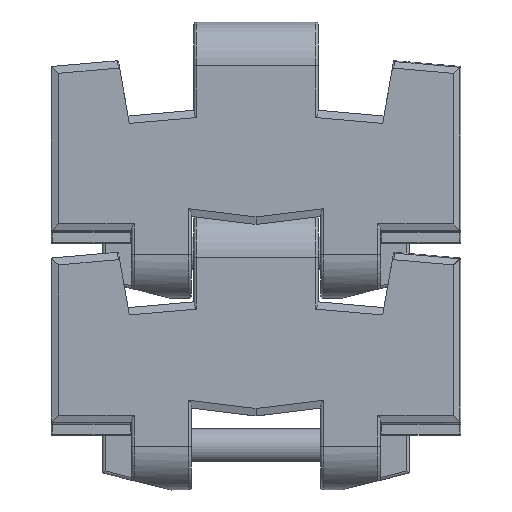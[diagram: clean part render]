
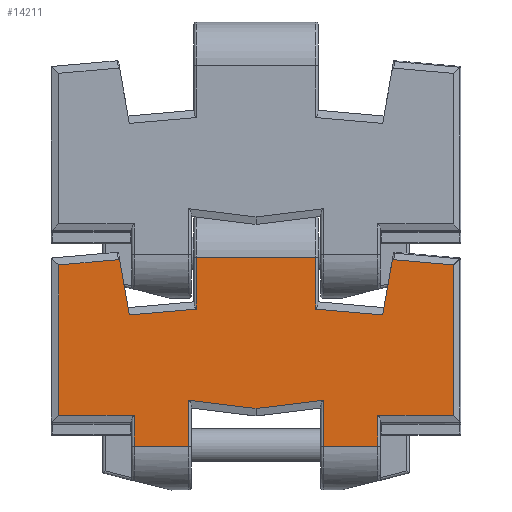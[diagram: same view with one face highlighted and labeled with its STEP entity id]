
A CAD part, top view. The second image highlights one B-rep face of the part: STEP entity #14211.
In plain terms, the highlighted planar face has unit normal (0, 0, 1).
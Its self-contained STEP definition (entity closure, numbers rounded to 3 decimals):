
#539=ELLIPSE('',#15062,0.793,0.25);
#549=ELLIPSE('',#15156,0.793,0.25);
#550=ELLIPSE('',#15157,1.048,0.25);
#725=PLANE('',#15155);
#1123=LINE('',#20288,#2497);
#1125=LINE('',#20306,#2499);
#1127=LINE('',#20314,#2501);
#1253=LINE('',#20791,#2627);
#1254=LINE('',#20795,#2628);
#1255=LINE('',#20797,#2629);
#1256=LINE('',#20799,#2630);
#1257=LINE('',#20800,#2631);
#1258=LINE('',#20802,#2632);
#1259=LINE('',#20804,#2633);
#1260=LINE('',#20806,#2634);
#1261=LINE('',#20807,#2635);
#1262=LINE('',#20809,#2636);
#1263=LINE('',#20811,#2637);
#1264=LINE('',#20813,#2638);
#1265=LINE('',#20816,#2639);
#1266=LINE('',#20818,#2640);
#1267=LINE('',#20820,#2641);
#1268=LINE('',#20821,#2642);
#1269=LINE('',#20823,#2643);
#1270=LINE('',#20824,#2644);
#2497=VECTOR('',#16388,24.);
#2499=VECTOR('',#16398,11.);
#2501=VECTOR('',#16406,11.);
#2627=VECTOR('',#16656,10.562);
#2628=VECTOR('',#16659,12.064);
#2629=VECTOR('',#16660,30.344);
#2630=VECTOR('',#16661,15.2);
#2631=VECTOR('',#16662,6.2);
#2632=VECTOR('',#16663,9.273);
#2633=VECTOR('',#16664,13.652);
#2634=VECTOR('',#16665,13.652);
#2635=VECTOR('',#16666,9.273);
#2636=VECTOR('',#16667,6.2);
#2637=VECTOR('',#16668,15.2);
#2638=VECTOR('',#16669,30.272);
#2639=VECTOR('',#16672,11.992);
#2640=VECTOR('',#16673,10.562);
#2641=VECTOR('',#16674,13.572);
#2642=VECTOR('',#16675,10.462);
#2643=VECTOR('',#16676,10.462);
#2644=VECTOR('',#16677,13.572);
#4125=FACE_OUTER_BOUND('',#4979,.T.);
#4979=EDGE_LOOP('',(#10050,#10051,#10052,#10053,#10054,#10055,#10056,#10057,
#10058,#10059,#10060,#10061,#10062,#10063,#10064,#10065,#10066,#10067,#10068,
#10069,#10070,#10071,#10072,#10073));
#6215=VERTEX_POINT('',#20156);
#6216=VERTEX_POINT('',#20157);
#6221=VERTEX_POINT('',#20168);
#6225=VERTEX_POINT('',#20177);
#6245=VERTEX_POINT('',#20279);
#6253=VERTEX_POINT('',#20303);
#6254=VERTEX_POINT('',#20305);
#6257=VERTEX_POINT('',#20313);
#6411=VERTEX_POINT('',#20789);
#6412=VERTEX_POINT('',#20790);
#6413=VERTEX_POINT('',#20792);
#6414=VERTEX_POINT('',#20794);
#6415=VERTEX_POINT('',#20796);
#6416=VERTEX_POINT('',#20798);
#6417=VERTEX_POINT('',#20801);
#6418=VERTEX_POINT('',#20803);
#6419=VERTEX_POINT('',#20805);
#6420=VERTEX_POINT('',#20808);
#6421=VERTEX_POINT('',#20810);
#6422=VERTEX_POINT('',#20812);
#6423=VERTEX_POINT('',#20814);
#6424=VERTEX_POINT('',#20817);
#6425=VERTEX_POINT('',#20819);
#6426=VERTEX_POINT('',#20822);
#7597=EDGE_CURVE('',#6215,#6216,#539,.T.);
#7632=EDGE_CURVE('',#6245,#6221,#1123,.T.);
#7638=EDGE_CURVE('',#6253,#6254,#1125,.T.);
#7642=EDGE_CURVE('',#6225,#6257,#1127,.T.);
#7821=EDGE_CURVE('',#6411,#6412,#1253,.T.);
#7822=EDGE_CURVE('',#6412,#6413,#549,.T.);
#7823=EDGE_CURVE('',#6413,#6414,#1254,.T.);
#7824=EDGE_CURVE('',#6414,#6415,#1255,.T.);
#7825=EDGE_CURVE('',#6415,#6416,#1256,.T.);
#7826=EDGE_CURVE('',#6416,#6257,#1257,.T.);
#7827=EDGE_CURVE('',#6225,#6417,#1258,.T.);
#7828=EDGE_CURVE('',#6417,#6418,#1259,.T.);
#7829=EDGE_CURVE('',#6418,#6419,#1260,.T.);
#7830=EDGE_CURVE('',#6419,#6254,#1261,.T.);
#7831=EDGE_CURVE('',#6253,#6420,#1262,.T.);
#7832=EDGE_CURVE('',#6420,#6421,#1263,.T.);
#7833=EDGE_CURVE('',#6421,#6422,#1264,.T.);
#7834=EDGE_CURVE('',#6422,#6423,#550,.T.);
#7835=EDGE_CURVE('',#6423,#6215,#1265,.T.);
#7836=EDGE_CURVE('',#6216,#6424,#1266,.T.);
#7837=EDGE_CURVE('',#6424,#6425,#1267,.T.);
#7838=EDGE_CURVE('',#6425,#6245,#1268,.T.);
#7839=EDGE_CURVE('',#6221,#6426,#1269,.T.);
#7840=EDGE_CURVE('',#6426,#6411,#1270,.T.);
#10050=ORIENTED_EDGE('',*,*,#7821,.T.);
#10051=ORIENTED_EDGE('',*,*,#7822,.T.);
#10052=ORIENTED_EDGE('',*,*,#7823,.T.);
#10053=ORIENTED_EDGE('',*,*,#7824,.T.);
#10054=ORIENTED_EDGE('',*,*,#7825,.T.);
#10055=ORIENTED_EDGE('',*,*,#7826,.T.);
#10056=ORIENTED_EDGE('',*,*,#7642,.F.);
#10057=ORIENTED_EDGE('',*,*,#7827,.T.);
#10058=ORIENTED_EDGE('',*,*,#7828,.T.);
#10059=ORIENTED_EDGE('',*,*,#7829,.T.);
#10060=ORIENTED_EDGE('',*,*,#7830,.T.);
#10061=ORIENTED_EDGE('',*,*,#7638,.F.);
#10062=ORIENTED_EDGE('',*,*,#7831,.T.);
#10063=ORIENTED_EDGE('',*,*,#7832,.T.);
#10064=ORIENTED_EDGE('',*,*,#7833,.T.);
#10065=ORIENTED_EDGE('',*,*,#7834,.T.);
#10066=ORIENTED_EDGE('',*,*,#7835,.T.);
#10067=ORIENTED_EDGE('',*,*,#7597,.T.);
#10068=ORIENTED_EDGE('',*,*,#7836,.T.);
#10069=ORIENTED_EDGE('',*,*,#7837,.T.);
#10070=ORIENTED_EDGE('',*,*,#7838,.T.);
#10071=ORIENTED_EDGE('',*,*,#7632,.T.);
#10072=ORIENTED_EDGE('',*,*,#7839,.T.);
#10073=ORIENTED_EDGE('',*,*,#7840,.T.);
#14211=ADVANCED_FACE('',(#4125),#725,.F.);
#15062=AXIS2_PLACEMENT_3D('',#20158,#16327,#16328);
#15155=AXIS2_PLACEMENT_3D('',#20788,#16654,#16655);
#15156=AXIS2_PLACEMENT_3D('',#20793,#16657,#16658);
#15157=AXIS2_PLACEMENT_3D('',#20815,#16670,#16671);
#16327=DIRECTION('center_axis',(0.,0.,1.));
#16328=DIRECTION('ref_axis',(-0.174,-0.985,0.));
#16388=DIRECTION('',(-1.,0.,0.));
#16398=DIRECTION('',(-1.,0.,0.));
#16406=DIRECTION('',(-1.,0.,0.));
#16654=DIRECTION('center_axis',(0.,0.,-1.));
#16655=DIRECTION('ref_axis',(0.,1.,0.));
#16656=DIRECTION('',(-0.174,0.985,0.));
#16657=DIRECTION('center_axis',(0.,0.,1.));
#16658=DIRECTION('ref_axis',(0.174,-0.985,0.));
#16659=DIRECTION('',(-0.996,-0.087,0.));
#16660=DIRECTION('',(0.,-1.,0.));
#16661=DIRECTION('',(1.,0.,0.));
#16662=DIRECTION('',(0.,-1.,0.));
#16663=DIRECTION('',(0.,1.,0.));
#16664=DIRECTION('',(0.993,-0.122,0.));
#16665=DIRECTION('',(0.993,0.122,0.));
#16666=DIRECTION('',(0.,-1.,0.));
#16667=DIRECTION('',(0.,1.,0.));
#16668=DIRECTION('',(1.,0.,0.));
#16669=DIRECTION('',(0.,1.,0.));
#16670=DIRECTION('center_axis',(0.,0.,1.));
#16671=DIRECTION('ref_axis',(0.737,0.676,0.));
#16672=DIRECTION('',(-0.996,0.087,0.));
#16673=DIRECTION('',(-0.174,-0.985,0.));
#16674=DIRECTION('',(-0.996,0.087,0.));
#16675=DIRECTION('',(0.,1.,0.));
#16676=DIRECTION('',(0.,-1.,0.));
#16677=DIRECTION('',(-0.996,-0.087,0.));
#20156=CARTESIAN_POINT('',(27.732,37.596,7.962));
#20157=CARTESIAN_POINT('',(27.355,36.858,7.962));
#20158=CARTESIAN_POINT('Origin',(27.601,36.814,7.962));
#20168=CARTESIAN_POINT('',(-12.,38.1,7.962));
#20177=CARTESIAN_POINT('',(-13.55,0.,7.962));
#20279=CARTESIAN_POINT('',(12.,38.1,7.962));
#20288=CARTESIAN_POINT('',(12.,38.1,7.962));
#20303=CARTESIAN_POINT('',(24.55,0.,7.962));
#20305=CARTESIAN_POINT('',(13.55,0.,7.962));
#20306=CARTESIAN_POINT('',(24.55,0.,7.962));
#20313=CARTESIAN_POINT('',(-24.55,0.,7.962));
#20314=CARTESIAN_POINT('',(-13.55,0.,7.962));
#20788=CARTESIAN_POINT('Origin',(21.05,0.,
7.962));
#20789=CARTESIAN_POINT('',(-25.52,26.456,7.962));
#20790=CARTESIAN_POINT('',(-27.354,36.858,7.962));
#20791=CARTESIAN_POINT('',(-25.52,26.456,7.962));
#20792=CARTESIAN_POINT('',(-27.731,37.596,7.962));
#20793=CARTESIAN_POINT('Origin',(-27.601,36.814,7.962));
#20794=CARTESIAN_POINT('',(-39.75,36.545,7.962));
#20795=CARTESIAN_POINT('',(-27.731,37.596,7.962));
#20796=CARTESIAN_POINT('',(-39.75,6.2,7.962));
#20797=CARTESIAN_POINT('',(-39.75,36.545,7.962));
#20798=CARTESIAN_POINT('',(-24.55,6.2,7.962));
#20799=CARTESIAN_POINT('',(-39.75,6.2,7.962));
#20800=CARTESIAN_POINT('',(-24.55,6.2,7.962));
#20801=CARTESIAN_POINT('',(-13.55,9.273,7.962));
#20802=CARTESIAN_POINT('',(-13.55,0.,7.962));
#20803=CARTESIAN_POINT('',(0.,7.609,7.962));
#20804=CARTESIAN_POINT('',(-13.55,9.273,7.962));
#20805=CARTESIAN_POINT('',(13.55,9.273,7.962));
#20806=CARTESIAN_POINT('',(0.,7.609,7.962));
#20807=CARTESIAN_POINT('',(13.55,9.273,7.962));
#20808=CARTESIAN_POINT('',(24.55,6.2,7.962));
#20809=CARTESIAN_POINT('',(24.55,0.,7.962));
#20810=CARTESIAN_POINT('',(39.75,6.2,7.962));
#20811=CARTESIAN_POINT('',(24.55,6.2,7.962));
#20812=CARTESIAN_POINT('',(39.75,36.472,7.962));
#20813=CARTESIAN_POINT('',(39.75,6.2,7.962));
#20814=CARTESIAN_POINT('',(39.678,36.551,7.962));
#20815=CARTESIAN_POINT('Origin',(38.96,35.82,7.962));
#20816=CARTESIAN_POINT('',(39.678,36.551,7.962));
#20817=CARTESIAN_POINT('',(25.521,26.456,7.962));
#20818=CARTESIAN_POINT('',(27.355,36.858,7.962));
#20819=CARTESIAN_POINT('',(12.,27.639,7.962));
#20820=CARTESIAN_POINT('',(25.521,26.456,7.962));
#20821=CARTESIAN_POINT('',(12.,27.639,7.962));
#20822=CARTESIAN_POINT('',(-12.,27.639,7.962));
#20823=CARTESIAN_POINT('',(-12.,38.1,7.962));
#20824=CARTESIAN_POINT('',(-12.,27.639,7.962));
